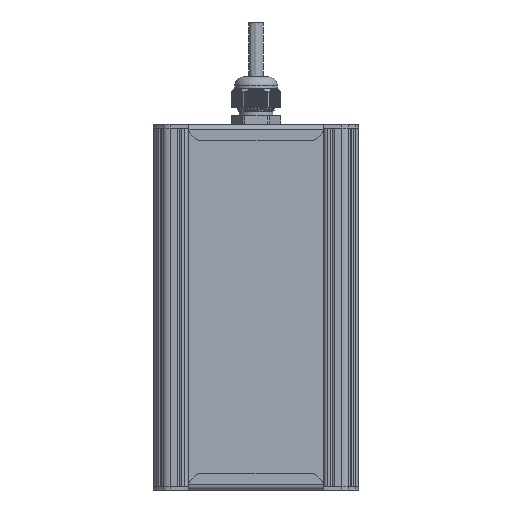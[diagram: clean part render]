
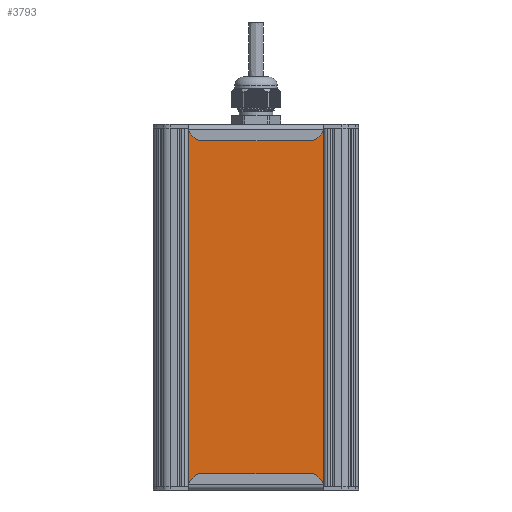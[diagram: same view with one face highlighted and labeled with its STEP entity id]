
A CAD part, front view. The second image highlights one B-rep face of the part: STEP entity #3793.
In plain terms, the highlighted face is planar.
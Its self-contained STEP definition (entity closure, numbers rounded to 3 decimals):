
#3793=ADVANCED_FACE('',(#12994),#12996,.T.);
#12994=FACE_BOUND('',#12995,.T.);
#12995=EDGE_LOOP('',(#42203,#42204,#42205,#42206));
#12996=PLANE('',#12997);
#12997=AXIS2_PLACEMENT_3D('',#12998,#12999,#13000);
#12998=CARTESIAN_POINT('',(120.465,593.492,117.308));
#12999=DIRECTION('',(0.,0.,-1.));
#13000=DIRECTION('',(0.,1.,0.));
#42203=ORIENTED_EDGE('',*,*,#50265,.T.);
#42204=ORIENTED_EDGE('',*,*,#50264,.T.);
#42205=ORIENTED_EDGE('',*,*,#50266,.T.);
#42206=ORIENTED_EDGE('',*,*,#50267,.F.);
#50264=EDGE_CURVE('',#56623,#56628,#56630,.T.);
#50265=EDGE_CURVE('',#56631,#56623,#56632,.F.);
#50266=EDGE_CURVE('',#56628,#56633,#56634,.T.);
#50267=EDGE_CURVE('',#56631,#56633,#56635,.T.);
#56623=VERTEX_POINT('',#76671);
#56628=VERTEX_POINT('',#76680);
#56630=LINE('',#76684,#76685);
#56631=VERTEX_POINT('',#76687);
#56632=LINE('',#76688,#76689);
#56633=VERTEX_POINT('',#76691);
#56634=LINE('',#76692,#76693);
#56635=LINE('',#76695,#76696);
#76671=CARTESIAN_POINT('',(170.465,679.838,117.308));
#76680=CARTESIAN_POINT('',(366.465,679.838,117.308));
#76684=CARTESIAN_POINT('',(170.465,679.838,117.308));
#76685=VECTOR('',#76686,1.);
#76686=DIRECTION('',(1.,0.,0.));
#76687=CARTESIAN_POINT('',(170.465,593.492,117.308));
#76688=CARTESIAN_POINT('',(170.465,679.838,117.308));
#76689=VECTOR('',#76690,1.);
#76690=DIRECTION('',(0.,-1.,0.));
#76691=CARTESIAN_POINT('',(366.465,593.492,117.308));
#76692=CARTESIAN_POINT('',(366.465,679.838,117.308));
#76693=VECTOR('',#76694,1.);
#76694=DIRECTION('',(0.,-1.,0.));
#76695=CARTESIAN_POINT('',(170.465,593.492,117.308));
#76696=VECTOR('',#76697,1.);
#76697=DIRECTION('',(1.,0.,0.));
